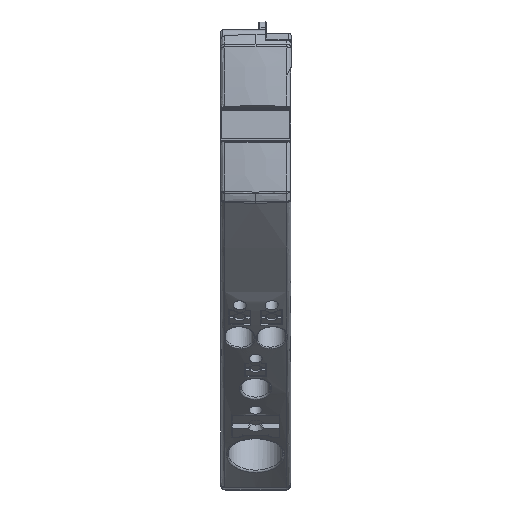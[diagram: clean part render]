
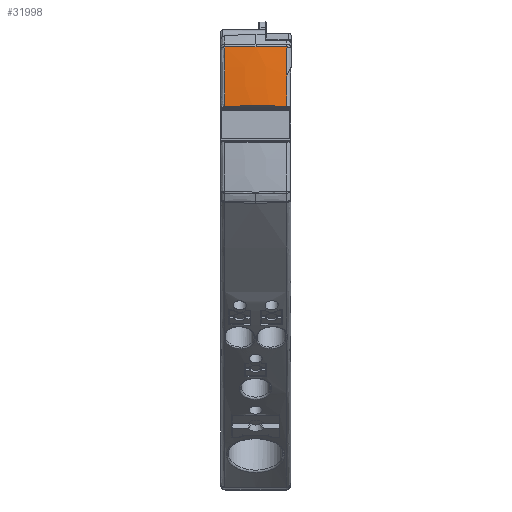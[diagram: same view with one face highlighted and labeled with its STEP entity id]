
A CAD part, top view. The second image highlights one B-rep face of the part: STEP entity #31998.
In plain terms, the highlighted free-form (B-spline) face has degree [3, 3] with [4, 4] control points.
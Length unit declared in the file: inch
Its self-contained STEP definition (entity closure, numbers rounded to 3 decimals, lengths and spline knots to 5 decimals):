
#275 = CARTESIAN_POINT ( 'NONE',  ( 0.1427, 2.64483, 3.56637 ) ) ;
#1176 = B_SPLINE_CURVE_WITH_KNOTS ( 'NONE', 3,
 ( #29695, #32894, #10573, #275, #33106 ),
 .UNSPECIFIED., .F., .F.,
 ( 4, 1, 4 ),
 ( 0., 0.00544, 0.01087 ),
 .UNSPECIFIED. ) ;
#1225 = CARTESIAN_POINT ( 'NONE',  ( -0.07161, 3.05576, 3.53221 ) ) ;
#1431 = B_SPLINE_CURVE_WITH_KNOTS ( 'NONE', 3,
 ( #18565, #40928, #18352, #28246 ),
 .UNSPECIFIED., .F., .F.,
 ( 4, 4 ),
 ( 0., 1. ),
 .UNSPECIFIED. ) ;
#1649 = CARTESIAN_POINT ( 'NONE',  ( 0.07168, 3.05576, 3.53221 ) ) ;
#1860 = CARTESIAN_POINT ( 'NONE',  ( 0.21413, 2.91532, 3.53383 ) ) ;
#2062 = CARTESIAN_POINT ( 'NONE',  ( 0.07168, 2.77794, 3.56348 ) ) ;
#2522 = EDGE_CURVE ( 'NONE', #28881, #29919, #15719, .T. ) ;
#2787 = ORIENTED_EDGE ( 'NONE', *, *, #9583, .T. ) ;
#2909 = ORIENTED_EDGE ( 'NONE', *, *, #25776, .T. ) ;
#3827 = CIRCLE ( 'NONE', #10026, 9.83085 ) ;
#3874 = CARTESIAN_POINT ( 'NONE',  ( -0.21406, 3.05139, 3.51705 ) ) ;
#3883 = ORIENTED_EDGE ( 'NONE', *, *, #29798, .T. ) ;
#4021 = B_SPLINE_CURVE_WITH_KNOTS ( 'NONE', 3,
 ( #19424, #16395, #5921, #32321 ),
 .UNSPECIFIED., .F., .F.,
 ( 4, 4 ),
 ( 0., 1. ),
 .UNSPECIFIED. ) ;
#4438 = ORIENTED_EDGE ( 'NONE', *, *, #20271, .T. ) ;
#4456 = CARTESIAN_POINT ( 'NONE',  ( -0.21406, 2.91533, 3.53384 ) ) ;
#4670 = B_SPLINE_CURVE_WITH_KNOTS ( 'NONE', 3,
 ( #12411, #25526, #12628, #25300 ),
 .UNSPECIFIED., .F., .F.,
 ( 4, 4 ),
 ( 0., 1. ),
 .UNSPECIFIED. ) ;
#4791 = DIRECTION ( 'NONE',  ( -1., 0., 0. ) ) ;
#5763 = EDGE_CURVE ( 'NONE', #33298, #11764, #4021, .T. ) ;
#5921 = CARTESIAN_POINT ( 'NONE',  ( 0.07285, 3.05145, 3.52873 ) ) ;
#7137 = CARTESIAN_POINT ( 'NONE',  ( -0.21406, 1.85039, -6.24016 ) ) ;
#7893 = CARTESIAN_POINT ( 'NONE',  ( 0.07168, 2.63859, 3.57467 ) ) ;
#7929 = EDGE_CURVE ( 'NONE', #11764, #32700, #4670, .T. ) ;
#8301 = CARTESIAN_POINT ( 'NONE',  ( 0.21413, 2.77647, 3.54796 ) ) ;
#9583 = EDGE_CURVE ( 'NONE', #29919, #33298, #14772, .T. ) ;
#9788 = CIRCLE ( 'NONE', #20034, 9.83085 ) ;
#10026 = AXIS2_PLACEMENT_3D ( 'NONE', #7137, #20225, #12931 ) ;
#10573 = CARTESIAN_POINT ( 'NONE',  ( 0., 2.64979, 3.57373 ) ) ;
#11116 = CARTESIAN_POINT ( 'NONE',  ( -0.07161, 2.63859, 3.57467 ) ) ;
#11604 = CARTESIAN_POINT ( 'NONE',  ( 0.00198, 3.05145, 3.52881 ) ) ;
#11643 = CARTESIAN_POINT ( 'NONE',  ( 0.21405, 1.85039, -6.24016 ) ) ;
#11734 = CARTESIAN_POINT ( 'NONE',  ( 0.07168, 2.91701, 3.54933 ) ) ;
#11764 = VERTEX_POINT ( 'NONE', #11604 ) ;
#12411 = CARTESIAN_POINT ( 'NONE',  ( 0.00198, 3.05145, 3.52881 ) ) ;
#12628 = CARTESIAN_POINT ( 'NONE',  ( -0.14239, 3.05143, 3.52495 ) ) ;
#12931 = DIRECTION ( 'NONE',  ( 0., 0., 1. ) ) ;
#13498 = EDGE_CURVE ( 'NONE', #37425, #32700, #3827, .T. ) ;
#14530 = CARTESIAN_POINT ( 'NONE',  ( 0.21413, 2.63734, 3.55913 ) ) ;
#14772 = B_SPLINE_CURVE_WITH_KNOTS ( 'NONE', 3,
 ( #37020, #33368, #30379, #23927 ),
 .UNSPECIFIED., .F., .F.,
 ( 4, 4 ),
 ( 0., 1. ),
 .UNSPECIFIED. ) ;
#15719 = CIRCLE ( 'NONE', #26797, 9.83084 ) ;
#16395 = CARTESIAN_POINT ( 'NONE',  ( 0.14365, 3.05143, 3.52481 ) ) ;
#17526 = CARTESIAN_POINT ( 'NONE',  ( 0.21413, 1.85039, -6.24016 ) ) ;
#17534 = CARTESIAN_POINT ( 'NONE',  ( -0.21406, 2.77647, 3.54797 ) ) ;
#17734 = DIRECTION ( 'NONE',  ( 0., 0., 1. ) ) ;
#18352 = CARTESIAN_POINT ( 'NONE',  ( 0.2141, 2.85804, 3.53891 ) ) ;
#18565 = CARTESIAN_POINT ( 'NONE',  ( 0.21405, 2.85795, 3.53892 ) ) ;
#19424 = CARTESIAN_POINT ( 'NONE',  ( 0.21397, 3.05139, 3.51706 ) ) ;
#20034 = AXIS2_PLACEMENT_3D ( 'NONE', #11643, #4791, #34616 ) ;
#20225 = DIRECTION ( 'NONE',  ( -1., 0., 0. ) ) ;
#20271 = EDGE_CURVE ( 'NONE', #20673, #28881, #1431, .T. ) ;
#20673 = VERTEX_POINT ( 'NONE', #22393 ) ;
#21287 = CARTESIAN_POINT ( 'NONE',  ( 0.21413, 3.05138, 3.51705 ) ) ;
#21625 =( BOUNDED_SURFACE ( )  B_SPLINE_SURFACE ( 3, 3, ( 
 ( #28049, #17534, #4456, #41146 ),
 ( #11116, #30653, #24834, #1225 ),
 ( #7893, #2062, #11734, #1649 ),
 ( #14530, #8301, #1860, #31276 ) ),
 .UNSPECIFIED., .F., .F., .F. ) 
 B_SPLINE_SURFACE_WITH_KNOTS ( ( 4, 4 ),
 ( 4, 4 ),
 ( 0., 1. ),
 ( 0., 1. ),
 .UNSPECIFIED. ) 
 GEOMETRIC_REPRESENTATION_ITEM ( )  RATIONAL_B_SPLINE_SURFACE ( (
 ( 1., 1., 1., 1.),
 ( 0.996, 0.996, 0.996, 0.996),
 ( 0.996, 0.996, 0.996, 0.996),
 ( 1., 1., 1., 1.) ) ) 
 REPRESENTATION_ITEM ( '' )  SURFACE ( )  );
#21712 = ORIENTED_EDGE ( 'NONE', *, *, #5763, .T. ) ;
#22393 = CARTESIAN_POINT ( 'NONE',  ( 0.21405, 2.85795, 3.53892 ) ) ;
#22412 = CARTESIAN_POINT ( 'NONE',  ( 0.21405, 2.63982, 3.55894 ) ) ;
#22455 = CARTESIAN_POINT ( 'NONE',  ( -0.21406, 2.63982, 3.55894 ) ) ;
#23470 = ORIENTED_EDGE ( 'NONE', *, *, #2522, .T. ) ;
#23927 = CARTESIAN_POINT ( 'NONE',  ( 0.21397, 3.05139, 3.51706 ) ) ;
#24834 = CARTESIAN_POINT ( 'NONE',  ( -0.07161, 2.91701, 3.54933 ) ) ;
#25300 = CARTESIAN_POINT ( 'NONE',  ( -0.21406, 3.05139, 3.51705 ) ) ;
#25526 = CARTESIAN_POINT ( 'NONE',  ( -0.07016, 3.05145, 3.52888 ) ) ;
#25742 = ORIENTED_EDGE ( 'NONE', *, *, #7929, .T. ) ;
#25776 = EDGE_CURVE ( 'NONE', #38891, #20673, #9788, .T. ) ;
#26593 = ORIENTED_EDGE ( 'NONE', *, *, #13498, .F. ) ;
#26797 = AXIS2_PLACEMENT_3D ( 'NONE', #17526, #30856, #17734 ) ;
#28049 = CARTESIAN_POINT ( 'NONE',  ( -0.21406, 2.63734, 3.55914 ) ) ;
#28246 = CARTESIAN_POINT ( 'NONE',  ( 0.21413, 2.85808, 3.5389 ) ) ;
#28448 = CARTESIAN_POINT ( 'NONE',  ( 0.21413, 2.85808, 3.5389 ) ) ;
#28881 = VERTEX_POINT ( 'NONE', #28448 ) ;
#29695 = CARTESIAN_POINT ( 'NONE',  ( -0.21406, 2.63982, 3.55894 ) ) ;
#29798 = EDGE_CURVE ( 'NONE', #37425, #38891, #1176, .T. ) ;
#29919 = VERTEX_POINT ( 'NONE', #21287 ) ;
#30379 = CARTESIAN_POINT ( 'NONE',  ( 0.21402, 3.05138, 3.51706 ) ) ;
#30653 = CARTESIAN_POINT ( 'NONE',  ( -0.07161, 2.77794, 3.56348 ) ) ;
#30856 = DIRECTION ( 'NONE',  ( -1., 0., 0. ) ) ;
#31276 = CARTESIAN_POINT ( 'NONE',  ( 0.21413, 3.05385, 3.51674 ) ) ;
#31998 = ADVANCED_FACE ( 'NONE', ( #40523 ), #21625, .T. ) ;
#32321 = CARTESIAN_POINT ( 'NONE',  ( 0.00198, 3.05145, 3.52881 ) ) ;
#32700 = VERTEX_POINT ( 'NONE', #3874 ) ;
#32894 = CARTESIAN_POINT ( 'NONE',  ( -0.14271, 2.64483, 3.56637 ) ) ;
#33106 = CARTESIAN_POINT ( 'NONE',  ( 0.21405, 2.63982, 3.55894 ) ) ;
#33298 = VERTEX_POINT ( 'NONE', #36397 ) ;
#33368 = CARTESIAN_POINT ( 'NONE',  ( 0.21408, 3.05138, 3.51705 ) ) ;
#34616 = DIRECTION ( 'NONE',  ( 0., 0., 1. ) ) ;
#36397 = CARTESIAN_POINT ( 'NONE',  ( 0.21397, 3.05139, 3.51706 ) ) ;
#37020 = CARTESIAN_POINT ( 'NONE',  ( 0.21413, 3.05138, 3.51705 ) ) ;
#37425 = VERTEX_POINT ( 'NONE', #22455 ) ;
#38891 = VERTEX_POINT ( 'NONE', #22412 ) ;
#40523 = FACE_OUTER_BOUND ( 'NONE', #42085, .T. ) ;
#40928 = CARTESIAN_POINT ( 'NONE',  ( 0.21408, 2.85799, 3.53891 ) ) ;
#41146 = CARTESIAN_POINT ( 'NONE',  ( -0.21406, 3.05385, 3.51675 ) ) ;
#42085 = EDGE_LOOP ( 'NONE', ( #25742, #26593, #3883, #2909, #4438, #23470, #2787, #21712 ) ) ;
